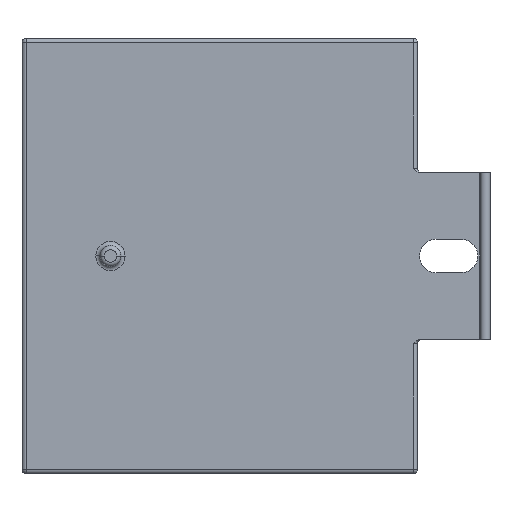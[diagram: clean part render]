
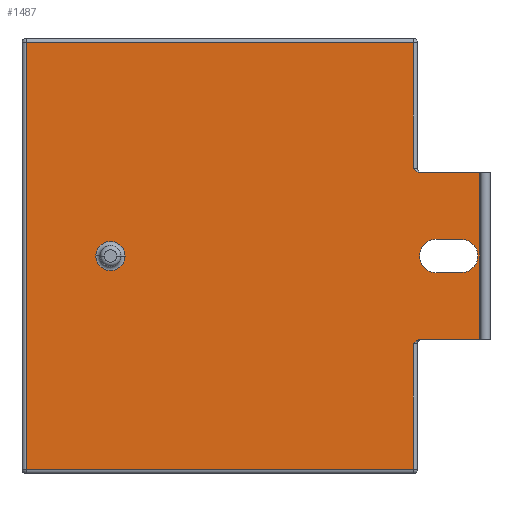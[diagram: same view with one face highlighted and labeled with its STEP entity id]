
A CAD part, front view. The second image highlights one B-rep face of the part: STEP entity #1487.
In plain terms, the highlighted planar face has unit normal (0, -1, 0).
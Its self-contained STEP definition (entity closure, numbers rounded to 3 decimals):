
#2=CARTESIAN_POINT('',(25.95,0.,0.));
#3=DIRECTION('',(0.,1.,0.));
#4=DIRECTION('',(0.,0.,-1.));
#5=AXIS2_PLACEMENT_3D('',#2,#3,#4);
#7=DIRECTION('',(-1.,0.,0.));
#8=VECTOR('',#7,3.);
#9=CARTESIAN_POINT('',(28.95,0.,-2.));
#10=LINE('',#9,#8);
#11=CARTESIAN_POINT('',(28.95,0.,0.));
#12=DIRECTION('',(0.,1.,0.));
#13=DIRECTION('',(0.,0.,1.));
#14=AXIS2_PLACEMENT_3D('',#11,#12,#13);
#16=DIRECTION('',(1.,0.,0.));
#17=VECTOR('',#16,3.);
#18=CARTESIAN_POINT('',(25.95,0.,2.));
#19=LINE('',#18,#17);
#20=CARTESIAN_POINT('',(-13.1,0.,0.));
#21=DIRECTION('',(0.,-1.,0.));
#22=DIRECTION('',(-1.,0.,0.));
#23=AXIS2_PLACEMENT_3D('',#20,#21,#22);
#25=CARTESIAN_POINT('',(-13.1,0.,0.));
#26=DIRECTION('',(0.,-1.,0.));
#27=DIRECTION('',(1.,0.,0.));
#28=AXIS2_PLACEMENT_3D('',#25,#26,#27);
#30=CARTESIAN_POINT('',(24.066,0.,-10.));
#31=CARTESIAN_POINT('',(23.996,0.,
-10.));
#32=CARTESIAN_POINT('',(23.854,0.,-10.021));
#33=CARTESIAN_POINT('',(23.63,0.,
-10.123));
#34=CARTESIAN_POINT('',(23.413,0.,-10.288));
#35=CARTESIAN_POINT('',(23.273,0.,-10.427));
#36=CARTESIAN_POINT('',(23.2,0.,-10.5));
#38=DIRECTION('',(0.,0.,1.));
#39=VECTOR('',#38,15.1);
#40=CARTESIAN_POINT('',(23.2,0.,-25.6));
#41=LINE('',#40,#39);
#42=DIRECTION('',(1.,0.,0.));
#43=VECTOR('',#42,46.4);
#44=CARTESIAN_POINT('',(-23.2,0.,-25.6));
#45=LINE('',#44,#43);
#46=DIRECTION('',(0.,0.,-1.));
#47=VECTOR('',#46,51.2);
#48=CARTESIAN_POINT('',(-23.2,0.,25.6));
#49=LINE('',#48,#47);
#50=DIRECTION('',(-1.,0.,0.));
#51=VECTOR('',#50,46.4);
#52=CARTESIAN_POINT('',(23.2,0.,25.6));
#53=LINE('',#52,#51);
#54=DIRECTION('',(0.,0.,1.));
#55=VECTOR('',#54,15.1);
#56=CARTESIAN_POINT('',(23.2,0.,10.5));
#57=LINE('',#56,#55);
#58=CARTESIAN_POINT('',(23.2,0.,10.5));
#59=CARTESIAN_POINT('',(23.273,0.,10.427));
#60=CARTESIAN_POINT('',(23.413,0.,10.288));
#61=CARTESIAN_POINT('',(23.63,0.,10.123));
#62=CARTESIAN_POINT('',(23.854,0.,10.021));
#63=CARTESIAN_POINT('',(23.996,0.,10.));
#64=CARTESIAN_POINT('',(24.066,0.,10.));
#153=DIRECTION('',(1.,0.,0.));
#154=VECTOR('',#153,7.134);
#155=CARTESIAN_POINT('',(24.066,0.,10.));
#156=LINE('',#155,#154);
#957=DIRECTION('',(1.,0.,0.));
#958=VECTOR('',#957,7.134);
#959=CARTESIAN_POINT('',(24.066,0.,-10.));
#960=LINE('',#959,#958);
#978=DIRECTION('',(0.,0.,1.));
#979=VECTOR('',#978,20.);
#980=CARTESIAN_POINT('',(31.2,0.,-10.));
#981=LINE('',#980,#979);
#1120=CARTESIAN_POINT('',(31.2,0.,-10.));
#1122=VERTEX_POINT('',#1120);
#1128=CARTESIAN_POINT('',(31.2,0.,10.));
#1130=VERTEX_POINT('',#1128);
#1160=CARTESIAN_POINT('',(25.95,0.,-2.));
#1161=VERTEX_POINT('',#1160);
#1162=CARTESIAN_POINT('',(25.95,0.,2.));
#1163=VERTEX_POINT('',#1162);
#1164=CARTESIAN_POINT('',(28.95,0.,2.));
#1165=VERTEX_POINT('',#1164);
#1166=CARTESIAN_POINT('',(28.95,0.,-2.));
#1167=VERTEX_POINT('',#1166);
#1168=CARTESIAN_POINT('',(-14.85,0.,0.));
#1169=CARTESIAN_POINT('',(-11.35,0.,0.));
#1170=VERTEX_POINT('',#1168);
#1171=VERTEX_POINT('',#1169);
#1194=CARTESIAN_POINT('',(23.2,0.,-25.6));
#1195=CARTESIAN_POINT('',(23.2,0.,-10.5));
#1196=VERTEX_POINT('',#1194);
#1197=VERTEX_POINT('',#1195);
#1202=CARTESIAN_POINT('',(-23.2,0.,25.6));
#1203=CARTESIAN_POINT('',(-23.2,0.,-25.6));
#1204=VERTEX_POINT('',#1202);
#1205=VERTEX_POINT('',#1203);
#1206=CARTESIAN_POINT('',(23.2,0.,25.6));
#1207=VERTEX_POINT('',#1206);
#1242=CARTESIAN_POINT('',(23.2,0.,10.5));
#1243=VERTEX_POINT('',#1242);
#1252=CARTESIAN_POINT('',(24.066,0.,10.));
#1253=VERTEX_POINT('',#1252);
#1254=CARTESIAN_POINT('',(24.066,0.,-10.));
#1255=VERTEX_POINT('',#1254);
#1444=CARTESIAN_POINT('',(0.,0.,0.));
#1445=DIRECTION('',(0.,1.,0.));
#1446=DIRECTION('',(1.,0.,0.));
#1447=AXIS2_PLACEMENT_3D('',#1444,#1445,#1446);
#1448=PLANE('',#1447);
#1450=ORIENTED_EDGE('',*,*,#1449,.F.);
#1452=ORIENTED_EDGE('',*,*,#1451,.T.);
#1454=ORIENTED_EDGE('',*,*,#1453,.F.);
#1456=ORIENTED_EDGE('',*,*,#1455,.F.);
#1458=ORIENTED_EDGE('',*,*,#1457,.F.);
#1460=ORIENTED_EDGE('',*,*,#1459,.F.);
#1462=ORIENTED_EDGE('',*,*,#1461,.F.);
#1464=ORIENTED_EDGE('',*,*,#1463,.T.);
#1466=ORIENTED_EDGE('',*,*,#1465,.T.);
#1468=ORIENTED_EDGE('',*,*,#1467,.F.);
#1469=EDGE_LOOP('',(#1450,#1452,#1454,#1456,#1458,#1460,#1462,#1464,#1466,
#1468));
#1470=FACE_OUTER_BOUND('',#1469,.F.);
#1472=ORIENTED_EDGE('',*,*,#1471,.T.);
#1474=ORIENTED_EDGE('',*,*,#1473,.T.);
#1475=EDGE_LOOP('',(#1472,#1474));
#1476=FACE_BOUND('',#1475,.F.);
#1478=ORIENTED_EDGE('',*,*,#1477,.F.);
#1480=ORIENTED_EDGE('',*,*,#1479,.F.);
#1482=ORIENTED_EDGE('',*,*,#1481,.F.);
#1484=ORIENTED_EDGE('',*,*,#1483,.F.);
#1485=EDGE_LOOP('',(#1478,#1480,#1482,#1484));
#1486=FACE_BOUND('',#1485,.F.);
#1487=ADVANCED_FACE('',(#1470,#1476,#1486),#1448,.F.);
#6=CIRCLE('',#5,2.);
#15=CIRCLE('',#14,2.);
#24=CIRCLE('',#23,1.75);
#29=CIRCLE('',#28,1.75);
#37=B_SPLINE_CURVE_WITH_KNOTS('',3,(#30,#31,#32,#33,#34,#35,#36),.UNSPECIFIED.,
.F.,.F.,(4,1,1,1,4),(0.,0.25,0.5,0.75,1.),.UNSPECIFIED.);
#65=B_SPLINE_CURVE_WITH_KNOTS('',3,(#58,#59,#60,#61,#62,#63,#64),.UNSPECIFIED.,
.F.,.F.,(4,1,1,1,4),(0.,0.25,0.5,0.75,1.),.UNSPECIFIED.);
#1449=EDGE_CURVE('',#1255,#1122,#960,.T.);
#1451=EDGE_CURVE('',#1255,#1197,#37,.T.);
#1453=EDGE_CURVE('',#1196,#1197,#41,.T.);
#1455=EDGE_CURVE('',#1205,#1196,#45,.T.);
#1457=EDGE_CURVE('',#1204,#1205,#49,.T.);
#1459=EDGE_CURVE('',#1207,#1204,#53,.T.);
#1461=EDGE_CURVE('',#1243,#1207,#57,.T.);
#1463=EDGE_CURVE('',#1243,#1253,#65,.T.);
#1465=EDGE_CURVE('',#1253,#1130,#156,.T.);
#1467=EDGE_CURVE('',#1122,#1130,#981,.T.);
#1471=EDGE_CURVE('',#1170,#1171,#24,.T.);
#1473=EDGE_CURVE('',#1171,#1170,#29,.T.);
#1477=EDGE_CURVE('',#1161,#1163,#6,.T.);
#1479=EDGE_CURVE('',#1167,#1161,#10,.T.);
#1481=EDGE_CURVE('',#1165,#1167,#15,.T.);
#1483=EDGE_CURVE('',#1163,#1165,#19,.T.);
